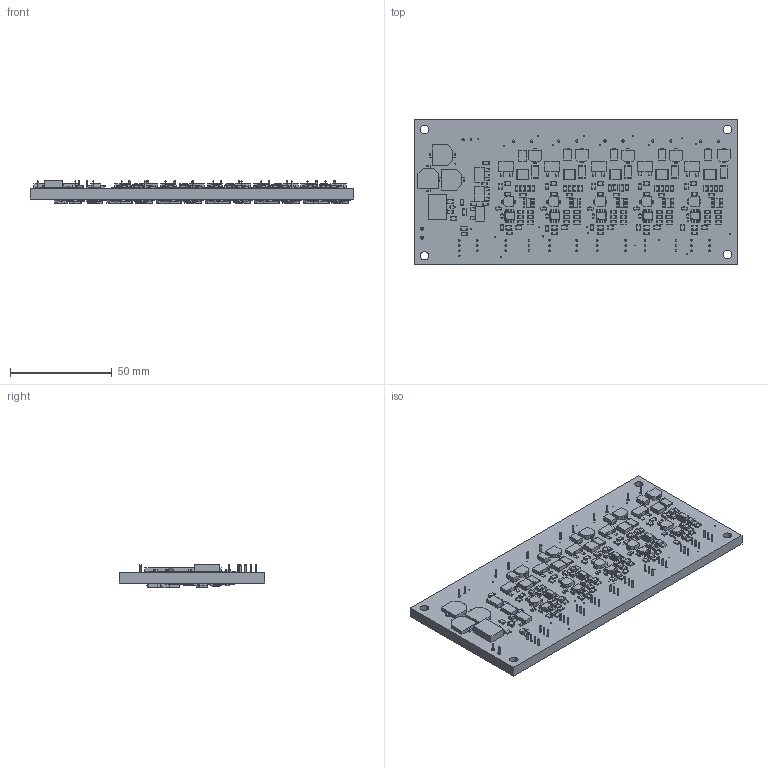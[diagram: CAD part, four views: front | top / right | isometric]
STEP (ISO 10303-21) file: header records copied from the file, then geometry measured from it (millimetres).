
FILE_DESCRIPTION(('PCB Model'),'2;1');
FILE_NAME( 'PCB1_ValveDriver_v0.STEP', '2021-07-08T14:47:26',('timof'),('Unspecified'), 'Open CASCADE STEP processor 6.8','Proteus','Unknown');
FILE_SCHEMA(('AUTOMOTIVE_DESIGN { 1 0 10303 214 1 1 1 1 }'));
Length unit declared in the file: millimetre
Products named in the file (451): Open CASCADE STEP translator 6.8 1; Layer_1; LV1; Open CASCADE STEP translator 6.8 1.2.1; Body_1; Pin_1; Pin_2; VIN_24V; Open CASCADE STEP translator 6.8 1.3.1; VIN_GND; V1HS; IFB1; INH1; PWM1; CA1; Open CASCADE STEP translator 6.8 1.9.1; CA2; DV2; Open CASCADE STEP translator 6.8 1.11.1; CV4; Open CASCADE STEP translator 6.8 1.12.1; RV5; Open CASCADE STEP translator 6.8 1.13.1; QV1; Open CASCADE STEP translator 6.8 1.14.1; UV1; Open CASCADE STEP translator 6.8 1.15.1; RV3; Open CASCADE STEP translator 6.8 1.16.1; RV2; CV3; CV2; Open CASCADE STEP translator 6.8 1.19.1; DV1; Open CASCADE STEP translator 6.8 1.20.1; CV1; RV1; QV2; Open CASCADE STEP translator 6.8 1.23.1; Pin_3 ...
Assembly tree (811 placements, depth 4):
  Open CASCADE STEP translator 6.8 1
    Layer_1
    LV1
      Open CASCADE STEP translator 6.8 1.2.1
        Body_1
        Pin_1
        Pin_2
    VIN_24V
      Open CASCADE STEP translator 6.8 1.3.1
        Pin_1
    VIN_GND
      Open CASCADE STEP translator 6.8 1.3.1
        Pin_1
    V1HS
      Open CASCADE STEP translator 6.8 1.3.1
        Pin_1
    IFB1
      Open CASCADE STEP translator 6.8 1.3.1
        Pin_1
    INH1
      Open CASCADE STEP translator 6.8 1.3.1
        Pin_1
    PWM1
      Open CASCADE STEP translator 6.8 1.3.1
        Pin_1
    CA1
      Open CASCADE STEP translator 6.8 1.9.1
        Body_1
        Pin_1
        Pin_2
    CA2
      Open CASCADE STEP translator 6.8 1.9.1
        Body_1
        Pin_1
        Pin_2
    DV2
      Open CASCADE STEP translator 6.8 1.11.1
        Body_1
        Pin_1
        Pin_2
    CV4
      Open CASCADE STEP translator 6.8 1.12.1
        Body_1
        Pin_1
        Pin_2
    RV5
      Open CASCADE STEP translator 6.8 1.13.1
        Body_1
        Pin_1
        Pin_2
    QV1
      Open CASCADE STEP translator 6.8 1.14.1
        Body_1
        Pin_1
        Pin_2
    UV1
      Open CASCADE STEP translator 6.8 1.15.1
        Body_1
    RV3
      Open CASCADE STEP translator 6.8 1.16.1
Bounding box: 159.38 x 71.75 x 11.7 mm (x, y, z)
Volume: 66112.6 mm3; surface area: 45147.1 mm2
Topology: 1082 solids, 1082 shells, 9525 faces, 21624 edges, 14070 vertices
Faces by surface type: plane 7922, cylinder 1399, sphere 204
Entity records: 44543 total; most frequent: DIRECTION 5383, CARTESIAN_POINT 4732, ORIENTED_EDGE 3704, AXIS2_PLACEMENT_3D 2077, EDGE_CURVE 1852, SHAPE_DEFINITION_REPRESENTATION 1262, PRODUCT_DEFINITION_SHAPE 1262, LINE 1229
